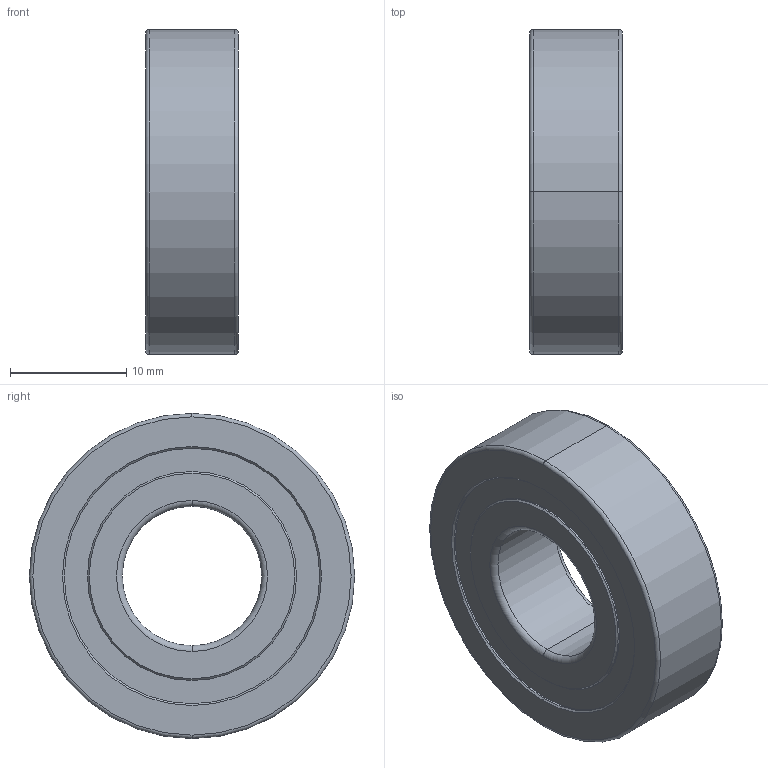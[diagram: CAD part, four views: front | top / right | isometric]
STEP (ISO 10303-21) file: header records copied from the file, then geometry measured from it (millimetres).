
FILE_DESCRIPTION (( 'STEP AP203' ), '1' );
FILE_NAME ('Bearing-12x28x8.STEP', '2025-12-09T16:42:49', ( '' ), ( '' ), 'SwSTEP 2.0', 'SolidWorks 2025', '' );
FILE_SCHEMA (( 'CONFIG_CONTROL_DESIGN' ));
Length unit declared in the file: millimetre
Products named in the file (1): Bearing-12x28x8_Valor predeterminado
Bounding box: 8 x 28 x 28 mm (x, y, z)
Volume: 3015 mm3; surface area: 3651.2 mm2
Topology: 9 solids, 10 shells, 150 faces, 378 edges, 246 vertices
Faces by surface type: plane 50, bspline 42, cylinder 20, sphere 16, torus 14, cone 8
Entity records: 6511 total; most frequent: CARTESIAN_POINT 3281, ORIENTED_EDGE 676, DIRECTION 560, EDGE_CURVE 338, VERTEX_POINT 222, AXIS2_PLACEMENT_3D 197, EDGE_LOOP 168, LINE 166
